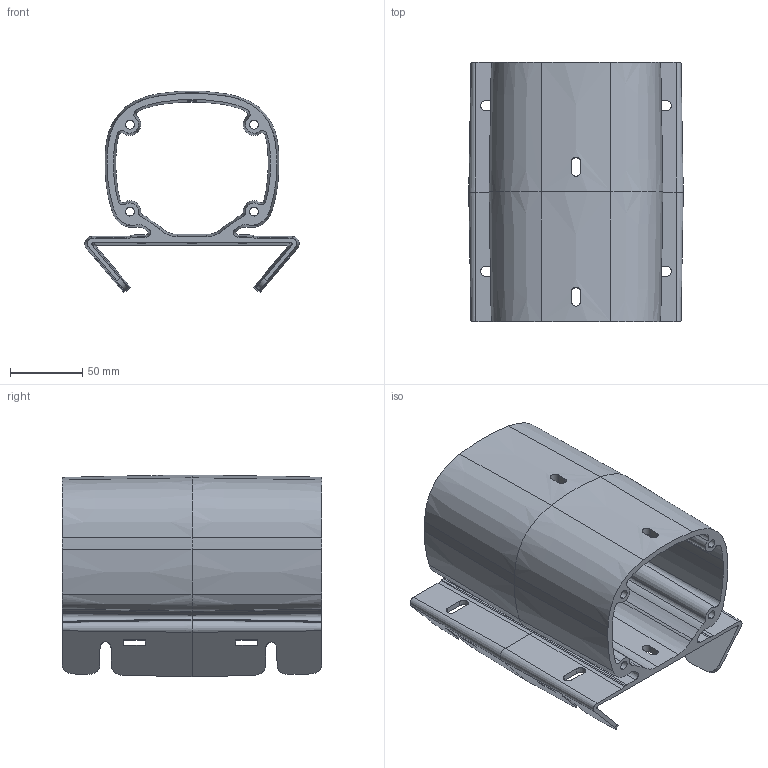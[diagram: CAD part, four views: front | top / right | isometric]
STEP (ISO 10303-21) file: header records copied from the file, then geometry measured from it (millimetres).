
FILE_DESCRIPTION((''),'2;1');
FILE_NAME('030-MTG-FEM21','2022-02-25T',('designer'),(''),'CREO PARAMETRIC BY PTC INC, 2016130','CREO PARAMETRIC BY PTC INC, 2016130','');
FILE_SCHEMA(('CONFIG_CONTROL_DESIGN'));
Length unit declared in the file: millimetre
Products named in the file (1): 030-MTG-FEM21
Bounding box: 148.62 x 179.8 x 139.76 mm (x, y, z)
Volume: 595417.5 mm3; surface area: 210241.3 mm2
Topology: 1 solids, 1 shells, 230 faces, 616 edges, 388 vertices
Faces by surface type: cone 96, plane 80, cylinder 38, bspline 16
Entity records: 8552 total; most frequent: CARTESIAN_POINT 2854, ORIENTED_EDGE 1232, DIRECTION 1080, EDGE_CURVE 616, VERTEX_POINT 388, VECTOR 368, LINE 368, AXIS2_PLACEMENT_3D 356
